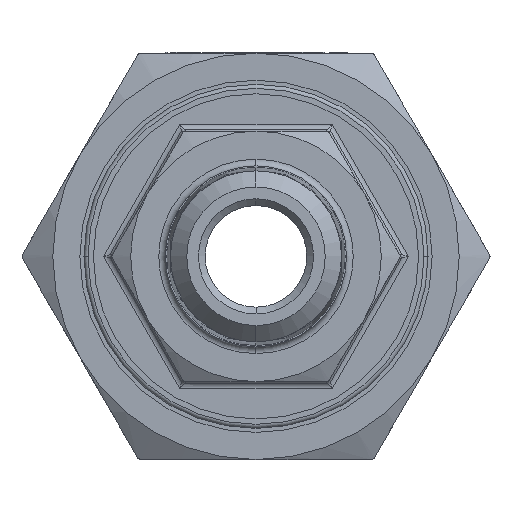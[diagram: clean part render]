
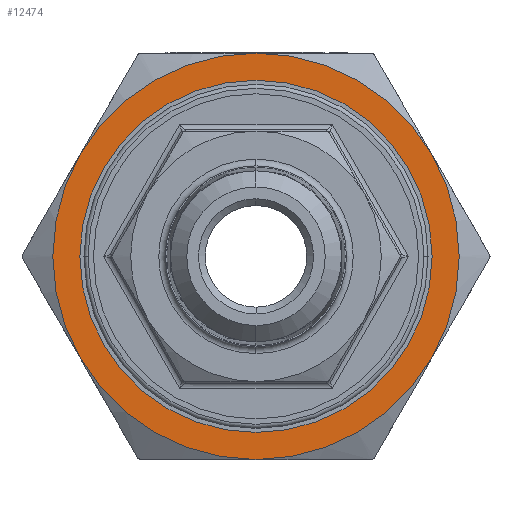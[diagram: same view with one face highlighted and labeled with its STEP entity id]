
A CAD part, left-side view. The second image highlights one B-rep face of the part: STEP entity #12474.
In plain terms, the highlighted planar face has unit normal (-1, 0, 0).
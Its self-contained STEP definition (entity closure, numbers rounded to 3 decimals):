
#494 = AXIS2_PLACEMENT_3D ( 'NONE', #2218, #11598, #3206 ) ;
#531 = CARTESIAN_POINT ( 'NONE',  ( -5.95, 0., 0. ) ) ;
#571 = AXIS2_PLACEMENT_3D ( 'NONE', #1239, #4894, #7251 ) ;
#600 = DIRECTION ( 'NONE',  ( 1., 0., 0. ) ) ;
#1078 = CIRCLE ( 'NONE', #1660, 15. ) ;
#1239 = CARTESIAN_POINT ( 'NONE',  ( -5.95, 0., 0. ) ) ;
#1380 = CIRCLE ( 'NONE', #4434, 15. ) ;
#1413 = EDGE_CURVE ( 'NONE', #3195, #14734, #3447, .T. ) ;
#1551 = CARTESIAN_POINT ( 'NONE',  ( -5.95, 0., 0. ) ) ;
#1651 = VERTEX_POINT ( 'NONE', #14127 ) ;
#1660 = AXIS2_PLACEMENT_3D ( 'NONE', #7432, #13516, #9845 ) ;
#1818 = VERTEX_POINT ( 'NONE', #2517 ) ;
#1884 = DIRECTION ( 'NONE',  ( 0., 0., 1. ) ) ;
#2218 = CARTESIAN_POINT ( 'NONE',  ( -5.95, 0., 0. ) ) ;
#2517 = CARTESIAN_POINT ( 'NONE',  ( -5.95, -12.99, -7.5 ) ) ;
#2558 = EDGE_CURVE ( 'NONE', #14734, #9019, #7140, .T. ) ;
#2751 = DIRECTION ( 'NONE',  ( 0., 0., 1. ) ) ;
#2810 = DIRECTION ( 'NONE',  ( -1., 0., 0. ) ) ;
#2850 = DIRECTION ( 'NONE',  ( -1., 0., 0. ) ) ;
#2906 = CARTESIAN_POINT ( 'NONE',  ( -5.95, 0., 0. ) ) ;
#3195 = VERTEX_POINT ( 'NONE', #12241 ) ;
#3206 = DIRECTION ( 'NONE',  ( 0., 0., 1. ) ) ;
#3353 = PLANE ( 'NONE',  #12059 ) ;
#3447 = CIRCLE ( 'NONE', #7304, 15. ) ;
#3717 = AXIS2_PLACEMENT_3D ( 'NONE', #10069, #600, #8959 ) ;
#4434 = AXIS2_PLACEMENT_3D ( 'NONE', #2906, #2850, #11151 ) ;
#4441 = CARTESIAN_POINT ( 'NONE',  ( -5.95, 0., 0. ) ) ;
#4781 = AXIS2_PLACEMENT_3D ( 'NONE', #15030, #10155, #10254 ) ;
#4894 = DIRECTION ( 'NONE',  ( -1., 0., 0. ) ) ;
#5156 = ORIENTED_EDGE ( 'NONE', *, *, #1413, .T. ) ;
#5233 = ORIENTED_EDGE ( 'NONE', *, *, #6308, .T. ) ;
#5235 = CARTESIAN_POINT ( 'NONE',  ( -5.95, 0., -15. ) ) ;
#5681 = ORIENTED_EDGE ( 'NONE', *, *, #8965, .T. ) ;
#5693 = DIRECTION ( 'NONE',  ( 1., 0., 0. ) ) ;
#5794 = EDGE_CURVE ( 'NONE', #9733, #8488, #12954, .T. ) ;
#5933 = ORIENTED_EDGE ( 'NONE', *, *, #12204, .T. ) ;
#6226 = ORIENTED_EDGE ( 'NONE', *, *, #9893, .T. ) ;
#6285 = FACE_OUTER_BOUND ( 'NONE', #7476, .T. ) ;
#6308 = EDGE_CURVE ( 'NONE', #11351, #1651, #13915, .T. ) ;
#6695 = DIRECTION ( 'NONE',  ( -1., 0., 0. ) ) ;
#6755 = AXIS2_PLACEMENT_3D ( 'NONE', #1551, #2810, #2751 ) ;
#7140 = CIRCLE ( 'NONE', #494, 15. ) ;
#7251 = DIRECTION ( 'NONE',  ( 0., 0., 1. ) ) ;
#7304 = AXIS2_PLACEMENT_3D ( 'NONE', #531, #6695, #1884 ) ;
#7424 = FACE_BOUND ( 'NONE', #9488, .T. ) ;
#7432 = CARTESIAN_POINT ( 'NONE',  ( -5.95, 0., 0. ) ) ;
#7476 = EDGE_LOOP ( 'NONE', ( #5933, #8171, #5156, #8486, #6226, #12357 ) ) ;
#8171 = ORIENTED_EDGE ( 'NONE', *, *, #15092, .T. ) ;
#8486 = ORIENTED_EDGE ( 'NONE', *, *, #2558, .T. ) ;
#8488 = VERTEX_POINT ( 'NONE', #5235 ) ;
#8959 = DIRECTION ( 'NONE',  ( 0., 0., 1. ) ) ;
#8965 = EDGE_CURVE ( 'NONE', #1651, #11351, #15216, .T. ) ;
#9019 = VERTEX_POINT ( 'NONE', #10118 ) ;
#9488 = EDGE_LOOP ( 'NONE', ( #5681, #5233 ) ) ;
#9659 = CARTESIAN_POINT ( 'NONE',  ( -5.95, 12.99, -7.5 ) ) ;
#9714 = CARTESIAN_POINT ( 'NONE',  ( -5.95, 0., -13. ) ) ;
#9733 = VERTEX_POINT ( 'NONE', #9659 ) ;
#9845 = DIRECTION ( 'NONE',  ( 0., 0., 1. ) ) ;
#9893 = EDGE_CURVE ( 'NONE', #9019, #9733, #1380, .T. ) ;
#10069 = CARTESIAN_POINT ( 'NONE',  ( -5.95, 0., 0. ) ) ;
#10118 = CARTESIAN_POINT ( 'NONE',  ( -5.95, 12.99, 7.5 ) ) ;
#10155 = DIRECTION ( 'NONE',  ( 1., 0., 0. ) ) ;
#10254 = DIRECTION ( 'NONE',  ( 0., 0., 1. ) ) ;
#11151 = DIRECTION ( 'NONE',  ( 0., 0., 1. ) ) ;
#11351 = VERTEX_POINT ( 'NONE', #9714 ) ;
#11487 = CARTESIAN_POINT ( 'NONE',  ( -5.95, 0., 15. ) ) ;
#11598 = DIRECTION ( 'NONE',  ( -1., 0., 0. ) ) ;
#12059 = AXIS2_PLACEMENT_3D ( 'NONE', #4441, #5693, #15221 ) ;
#12204 = EDGE_CURVE ( 'NONE', #8488, #1818, #1078, .T. ) ;
#12241 = CARTESIAN_POINT ( 'NONE',  ( -5.95, -12.99, 7.5 ) ) ;
#12357 = ORIENTED_EDGE ( 'NONE', *, *, #5794, .T. ) ;
#12474 = ADVANCED_FACE ( 'NONE', ( #6285, #7424 ), #3353, .F. ) ;
#12698 = CIRCLE ( 'NONE', #571, 15. ) ;
#12954 = CIRCLE ( 'NONE', #6755, 15. ) ;
#13516 = DIRECTION ( 'NONE',  ( -1., 0., 0. ) ) ;
#13915 = CIRCLE ( 'NONE', #4781, 13. ) ;
#14127 = CARTESIAN_POINT ( 'NONE',  ( -5.95, 0., 13. ) ) ;
#14734 = VERTEX_POINT ( 'NONE', #11487 ) ;
#15030 = CARTESIAN_POINT ( 'NONE',  ( -5.95, 0., 0. ) ) ;
#15092 = EDGE_CURVE ( 'NONE', #1818, #3195, #12698, .T. ) ;
#15216 = CIRCLE ( 'NONE', #3717, 13. ) ;
#15221 = DIRECTION ( 'NONE',  ( 0., 1., 0. ) ) ;
